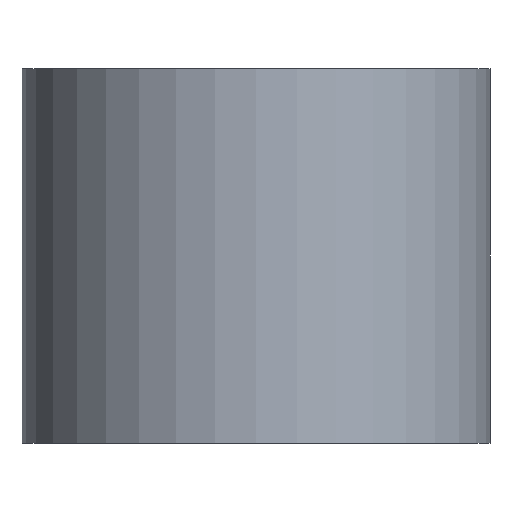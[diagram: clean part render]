
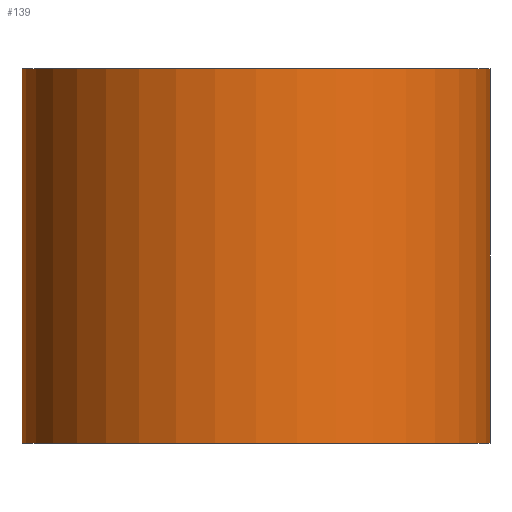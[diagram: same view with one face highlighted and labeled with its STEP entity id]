
A CAD part, front view. The second image highlights one B-rep face of the part: STEP entity #139.
In plain terms, the highlighted cylindrical face has radius 7.938 mm (diameter 15.875 mm), a partial arc.
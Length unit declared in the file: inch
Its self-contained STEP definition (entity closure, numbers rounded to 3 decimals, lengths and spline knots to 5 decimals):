
#12 = DIRECTION ( 'NONE',  ( 0., 0., -1. ) ) ;
#16 = CIRCLE ( 'NONE', #176, 0.3125 ) ;
#18 = CARTESIAN_POINT ( 'NONE',  ( 0., 0., 0.25 ) ) ;
#24 = CYLINDRICAL_SURFACE ( 'NONE', #90, 0.3125 ) ;
#29 = EDGE_LOOP ( 'NONE', ( #237, #113, #156, #169 ) ) ;
#38 = EDGE_CURVE ( 'NONE', #73, #190, #175, .T. ) ;
#43 = VECTOR ( 'NONE', #12, 39.37008 ) ;
#47 = LINE ( 'NONE', #200, #203 ) ;
#56 = VERTEX_POINT ( 'NONE', #177 ) ;
#60 = EDGE_CURVE ( 'NONE', #126, #73, #47, .T. ) ;
#67 = CARTESIAN_POINT ( 'NONE',  ( 0., 0., 0.25 ) ) ;
#73 = VERTEX_POINT ( 'NONE', #249 ) ;
#75 = FACE_OUTER_BOUND ( 'NONE', #29, .T. ) ;
#77 = AXIS2_PLACEMENT_3D ( 'NONE', #91, #236, #210 ) ;
#82 = DIRECTION ( 'NONE',  ( 0., 0., 1. ) ) ;
#83 = DIRECTION ( 'NONE',  ( 1., 0., 0. ) ) ;
#90 = AXIS2_PLACEMENT_3D ( 'NONE', #18, #179, #221 ) ;
#91 = CARTESIAN_POINT ( 'NONE',  ( 0., 0., -0.25 ) ) ;
#113 = ORIENTED_EDGE ( 'NONE', *, *, #225, .F. ) ;
#118 = CARTESIAN_POINT ( 'NONE',  ( 0.3125, 0., -0.25 ) ) ;
#126 = VERTEX_POINT ( 'NONE', #218 ) ;
#132 = EDGE_CURVE ( 'NONE', #56, #190, #166, .T. ) ;
#139 = ADVANCED_FACE ( 'NONE', ( #75 ), #24, .T. ) ;
#156 = ORIENTED_EDGE ( 'NONE', *, *, #60, .T. ) ;
#166 = LINE ( 'NONE', #199, #43 ) ;
#169 = ORIENTED_EDGE ( 'NONE', *, *, #38, .T. ) ;
#175 = CIRCLE ( 'NONE', #77, 0.3125 ) ;
#176 = AXIS2_PLACEMENT_3D ( 'NONE', #67, #82, #83 ) ;
#177 = CARTESIAN_POINT ( 'NONE',  ( 0.3125, 0., 0.25 ) ) ;
#179 = DIRECTION ( 'NONE',  ( 0., 0., -1. ) ) ;
#190 = VERTEX_POINT ( 'NONE', #118 ) ;
#199 = CARTESIAN_POINT ( 'NONE',  ( 0.3125, 0., 0.25 ) ) ;
#200 = CARTESIAN_POINT ( 'NONE',  ( -0.3125, 0., 0.25 ) ) ;
#203 = VECTOR ( 'NONE', #250, 39.37008 ) ;
#210 = DIRECTION ( 'NONE',  ( 1., 0., 0. ) ) ;
#218 = CARTESIAN_POINT ( 'NONE',  ( -0.3125, 0., 0.25 ) ) ;
#221 = DIRECTION ( 'NONE',  ( -1., 0., 0. ) ) ;
#225 = EDGE_CURVE ( 'NONE', #126, #56, #16, .T. ) ;
#236 = DIRECTION ( 'NONE',  ( 0., 0., 1. ) ) ;
#237 = ORIENTED_EDGE ( 'NONE', *, *, #132, .F. ) ;
#249 = CARTESIAN_POINT ( 'NONE',  ( -0.3125, 0., -0.25 ) ) ;
#250 = DIRECTION ( 'NONE',  ( 0., 0., -1. ) ) ;
